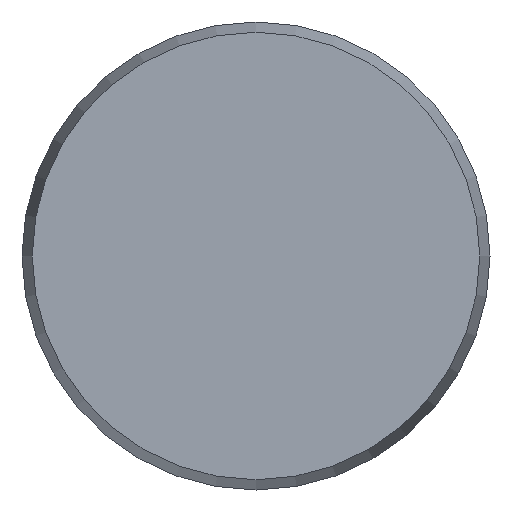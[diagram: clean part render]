
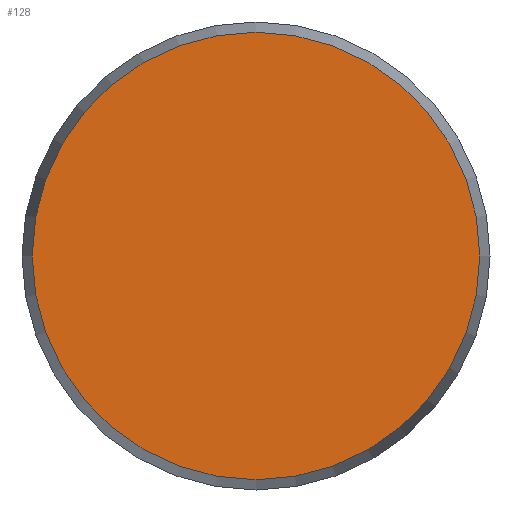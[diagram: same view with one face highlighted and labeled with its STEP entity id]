
A CAD part, front view. The second image highlights one B-rep face of the part: STEP entity #128.
In plain terms, the highlighted planar face has unit normal (0, -1, 0).
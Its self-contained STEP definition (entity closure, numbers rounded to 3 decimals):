
#128 = ADVANCED_FACE( '', ( #268 ), #269, .F. );
#268 = FACE_OUTER_BOUND( '', #409, .T. );
#269 = PLANE( '', #410 );
#409 = EDGE_LOOP( '', ( #725 ) );
#410 = AXIS2_PLACEMENT_3D( '', #726, #727, #728 );
#725 = ORIENTED_EDGE( '', *, *, #854, .T. );
#726 = CARTESIAN_POINT( '', ( 38.25, 0., 0. ) );
#727 = DIRECTION( '', ( 0., 1., 0. ) );
#728 = DIRECTION( '', ( 0., 0., 1. ) );
#854 = EDGE_CURVE( '', #1010, #1010, #1011, .T. );
#1010 = VERTEX_POINT( '', #1305 );
#1011 = CIRCLE( '', #1306, 38.25 );
#1305 = CARTESIAN_POINT( '', ( 0., 0., -38.25 ) );
#1306 = AXIS2_PLACEMENT_3D( '', #1458, #1459, #1460 );
#1458 = CARTESIAN_POINT( '', ( 0., 0., 0. ) );
#1459 = DIRECTION( '', ( 0., -1., 0. ) );
#1460 = DIRECTION( '', ( 0., 0., -1. ) );
